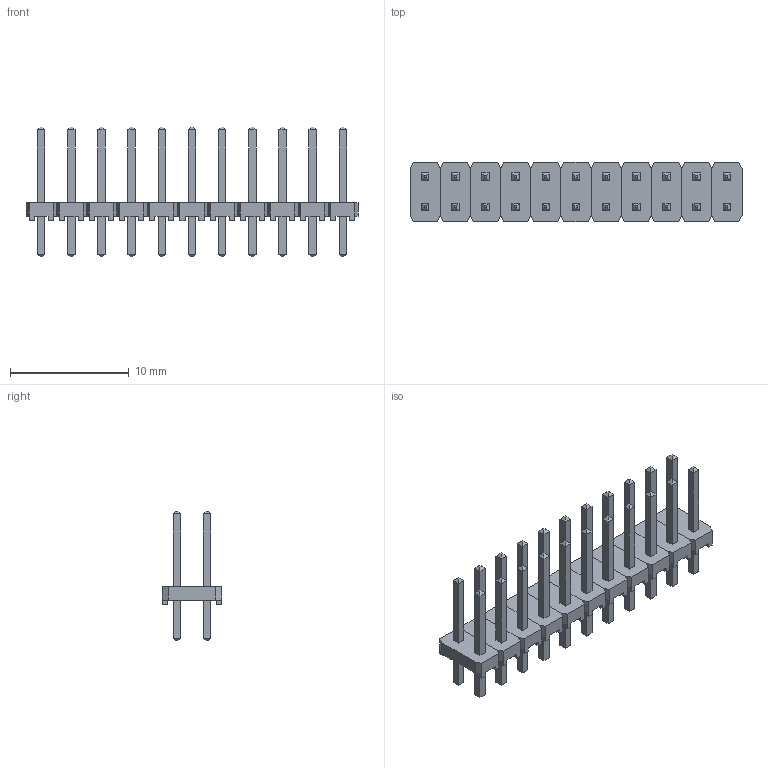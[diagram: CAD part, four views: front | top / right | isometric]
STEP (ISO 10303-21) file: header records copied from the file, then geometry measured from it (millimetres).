
FILE_DESCRIPTION(/* description */ (''),/* implementation_level */ '2;1');
FILE_NAME(/* name */ 'SAMTEC_MTLW-111-07-L-D-250.stp',/* time_stamp */ '2016-11-28T13:21:00+01:00',/* author */ ('riccim'),/* organization */ (''),/* preprocessor_version */ 'ST-DEVELOPER v15.5',/* originating_system */ 'AutoCAD Mechanical',/* authorisation */ '');
FILE_SCHEMA (('AUTOMOTIVE_DESIGN { 1 0 10303 214 3 1 1 }'));
Length unit declared in the file: millimetre
Products named in the file (1): Product
Bounding box: 27.94 x 5.03 x 10.92 mm (x, y, z)
Volume: 245 mm3; surface area: 1048 mm2
Topology: 55 solids, 55 shells, 726 faces, 1628 edges, 1012 vertices
Faces by surface type: plane 726
Entity records: 19444 total; most frequent: CARTESIAN_POINT 3367, ORIENTED_EDGE 3256, DIRECTION 3082, LINE 1628, VECTOR 1628, EDGE_CURVE 1628, VERTEX_POINT 1012, AXIS2_PLACEMENT_3D 727
